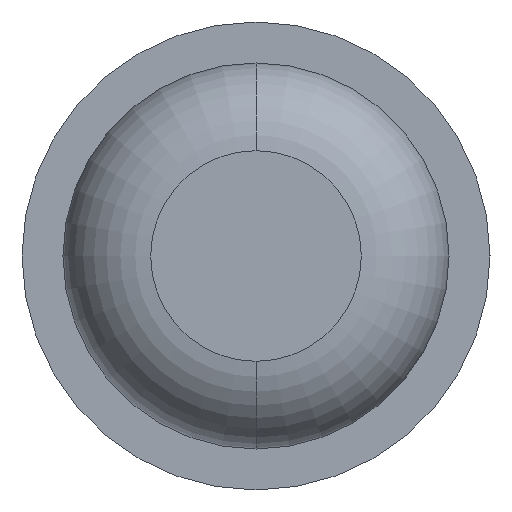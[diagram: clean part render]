
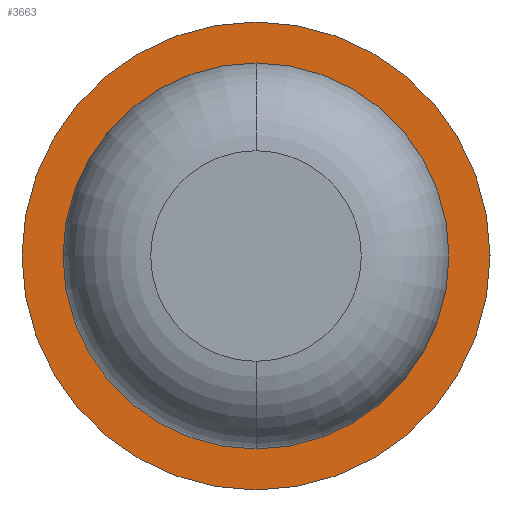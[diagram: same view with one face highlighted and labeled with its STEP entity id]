
A CAD part, front view. The second image highlights one B-rep face of the part: STEP entity #3663.
In plain terms, the highlighted planar face has unit normal (0, -1, 0).
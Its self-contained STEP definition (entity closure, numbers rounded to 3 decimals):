
#45 = DIRECTION ( 'NONE',  ( 0., 0., 1. ) ) ;
#47 = CIRCLE ( 'NONE', #2295, 1. ) ;
#158 = EDGE_CURVE ( 'Defeature ausgef�hrt1_26+Defeature ausgef�hrt1_25+Defeature ausgef�hrt1_25+Defeature ausgef�hrt1_25', #1779, #1770, #47, .T. ) ;
#635 = DIRECTION ( 'NONE',  ( 0., -1., 0. ) ) ;
#821 = AXIS2_PLACEMENT_3D ( 'NONE', #1296, #635, #2226 ) ;
#1041 = DIRECTION ( 'NONE',  ( 0., -1., 0. ) ) ;
#1296 = CARTESIAN_POINT ( 'NONE',  ( 0., -3., 0. ) ) ;
#1299 = CARTESIAN_POINT ( 'NONE',  ( 0., -3., 1. ) ) ;
#1329 = CIRCLE ( 'NONE', #2097, 1. ) ;
#1366 = ORIENTED_EDGE ( 'NONE', *, *, #2410, .F. ) ;
#1421 = AXIS2_PLACEMENT_3D ( 'NONE', #1697, #1041, #1643 ) ;
#1518 = ORIENTED_EDGE ( 'NONE', *, *, #158, .F. ) ;
#1527 = CIRCLE ( 'NONE', #821, 0.825 ) ;
#1537 = AXIS2_PLACEMENT_3D ( 'NONE', #2504, #2199, #3468 ) ;
#1549 = EDGE_LOOP ( 'NONE', ( #3845, #1366 ) ) ;
#1643 = DIRECTION ( 'NONE',  ( 0., 0., -1. ) ) ;
#1697 = CARTESIAN_POINT ( 'NONE',  ( -1., -3., 0. ) ) ;
#1706 = VERTEX_POINT ( 'NONE', #2204 ) ;
#1770 = VERTEX_POINT ( 'NONE', #1299 ) ;
#1779 = VERTEX_POINT ( 'NONE', #3221 ) ;
#1945 = DIRECTION ( 'NONE',  ( 0., 1., 0. ) ) ;
#2064 = DIRECTION ( 'NONE',  ( 0., 1., 0. ) ) ;
#2097 = AXIS2_PLACEMENT_3D ( 'NONE', #2890, #1945, #45 ) ;
#2138 = CARTESIAN_POINT ( 'NONE',  ( 0., -3., 0.825 ) ) ;
#2199 = DIRECTION ( 'NONE',  ( 0., -1., 0. ) ) ;
#2204 = CARTESIAN_POINT ( 'NONE',  ( 0., -3., -0.825 ) ) ;
#2226 = DIRECTION ( 'NONE',  ( 0., 0., -1. ) ) ;
#2295 = AXIS2_PLACEMENT_3D ( 'NONE', #3381, #2064, #3034 ) ;
#2410 = EDGE_CURVE ( 'Defeature ausgef�hrt1_21+Defeature ausgef�hrt1_25+Defeature ausgef�hrt1_25+Defeature ausgef�hrt1_25', #1706, #3286, #1527, .T. ) ;
#2504 = CARTESIAN_POINT ( 'NONE',  ( 0., -3., 0. ) ) ;
#2642 = EDGE_CURVE ( 'Defeature ausgef�hrt1_21+Defeature ausgef�hrt1_25+Defeature ausgef�hrt1_25+Defeature ausgef�hrt1_25', #3286, #1706, #2920, .T. ) ;
#2702 = ORIENTED_EDGE ( 'NONE', *, *, #2931, .F. ) ;
#2836 = EDGE_LOOP ( 'NONE', ( #2702, #1518 ) ) ;
#2890 = CARTESIAN_POINT ( 'NONE',  ( 0., -3., 0. ) ) ;
#2913 = FACE_BOUND ( 'NONE', #1549, .T. ) ;
#2920 = CIRCLE ( 'NONE', #1537, 0.825 ) ;
#2931 = EDGE_CURVE ( 'Defeature ausgef�hrt1_26+Defeature ausgef�hrt1_25+Defeature ausgef�hrt1_25+Defeature ausgef�hrt1_25', #1770, #1779, #1329, .T. ) ;
#3034 = DIRECTION ( 'NONE',  ( 0., 0., 1. ) ) ;
#3221 = CARTESIAN_POINT ( 'NONE',  ( 0., -3., -1. ) ) ;
#3272 = PLANE ( 'NONE',  #1421 ) ;
#3286 = VERTEX_POINT ( 'NONE', #2138 ) ;
#3381 = CARTESIAN_POINT ( 'NONE',  ( 0., -3., 0. ) ) ;
#3468 = DIRECTION ( 'NONE',  ( 0., 0., -1. ) ) ;
#3650 = FACE_OUTER_BOUND ( 'NONE', #2836, .T. ) ;
#3663 = ADVANCED_FACE ( 'Defeature ausgef�hrt1_25', ( #2913, #3650 ), #3272, .T. ) ;
#3845 = ORIENTED_EDGE ( 'NONE', *, *, #2642, .F. ) ;
